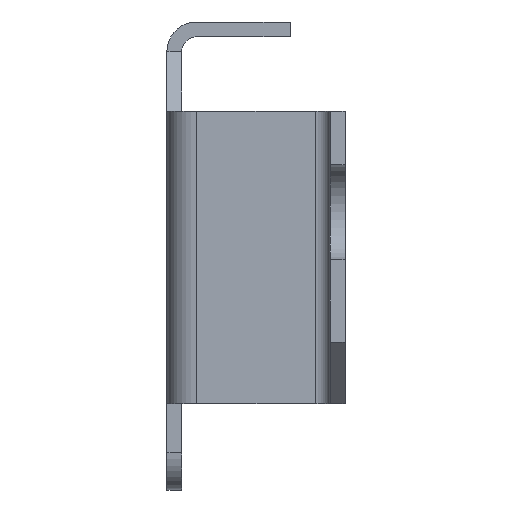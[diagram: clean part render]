
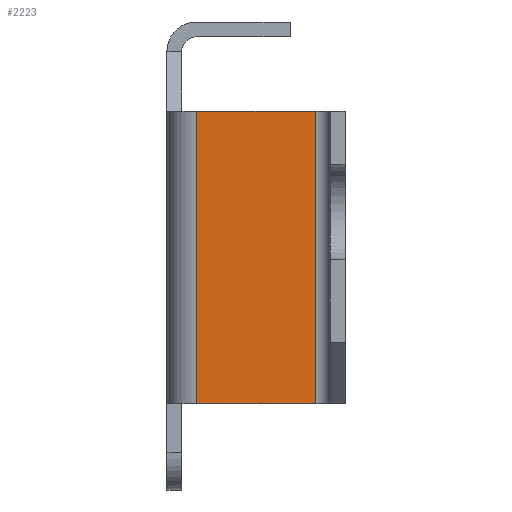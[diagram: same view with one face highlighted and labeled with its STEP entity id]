
A CAD part, left-side view. The second image highlights one B-rep face of the part: STEP entity #2223.
In plain terms, the highlighted planar face has unit normal (-1, 0, 0).
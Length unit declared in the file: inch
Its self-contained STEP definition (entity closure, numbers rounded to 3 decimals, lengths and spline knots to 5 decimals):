
#150 = CARTESIAN_POINT ( 'NONE',  ( -0.1575, -0.09, -0.237 ) ) ;
#176 = CARTESIAN_POINT ( 'NONE',  ( -0.1575, -0.01, -0.237 ) ) ;
#177 = LINE ( 'NONE', #176, #381 ) ;
#328 = CARTESIAN_POINT ( 'NONE',  ( -0.1575, -0.09, -0.04 ) ) ;
#329 = LINE ( 'NONE', #328, #400 ) ;
#352 = CARTESIAN_POINT ( 'NONE',  ( -0.1575, -0.09, -0.04 ) ) ;
#381 = VECTOR ( 'NONE', #708, 39.37008 ) ;
#399 = DIRECTION ( 'NONE',  ( 0., 0., -1. ) ) ;
#400 = VECTOR ( 'NONE', #399, 39.37008 ) ;
#571 = DIRECTION ( 'NONE',  ( 1., 0., 0. ) ) ;
#590 = CARTESIAN_POINT ( 'NONE',  ( -0.1575, 0., -0.04 ) ) ;
#596 = CARTESIAN_POINT ( 'NONE',  ( -0.1575, -0.01, -0.04 ) ) ;
#597 = DIRECTION ( 'NONE',  ( 0., -1., 0. ) ) ;
#598 = VECTOR ( 'NONE', #597, 39.37008 ) ;
#599 = CARTESIAN_POINT ( 'NONE',  ( -0.1575, -0.09, -0.04 ) ) ;
#600 = LINE ( 'NONE', #599, #598 ) ;
#601 = CARTESIAN_POINT ( 'NONE',  ( -0.1575, -0.01, -0.237 ) ) ;
#602 = DIRECTION ( 'NONE',  ( 0., 1., 0. ) ) ;
#603 = VECTOR ( 'NONE', #602, 39.37008 ) ;
#604 = CARTESIAN_POINT ( 'NONE',  ( -0.1575, -0.09, -0.237 ) ) ;
#605 = LINE ( 'NONE', #604, #603 ) ;
#616 = FACE_OUTER_BOUND ( 'NONE', #2224, .T. ) ;
#619 = PLANE ( 'NONE',  #642 ) ;
#642 = AXIS2_PLACEMENT_3D ( 'NONE', #590, #571, #645 ) ;
#645 = DIRECTION ( 'NONE',  ( 0., 1., 0. ) ) ;
#708 = DIRECTION ( 'NONE',  ( 0., 0., 1. ) ) ;
#2088 = VERTEX_POINT ( 'NONE', #150 ) ;
#2154 = VERTEX_POINT ( 'NONE', #352 ) ;
#2156 = EDGE_CURVE ( 'NONE', #2154, #2088, #329, .T. ) ;
#2223 = ADVANCED_FACE ( 'NONE', ( #616 ), #619, .F. ) ;
#2224 = EDGE_LOOP ( 'NONE', ( #2225, #2339, #2340, #2343 ) ) ;
#2225 = ORIENTED_EDGE ( 'NONE', *, *, #2337, .F. ) ;
#2337 = EDGE_CURVE ( 'NONE', #2088, #2338, #605, .T. ) ;
#2338 = VERTEX_POINT ( 'NONE', #601 ) ;
#2339 = ORIENTED_EDGE ( 'NONE', *, *, #2156, .F. ) ;
#2340 = ORIENTED_EDGE ( 'NONE', *, *, #2341, .F. ) ;
#2341 = EDGE_CURVE ( 'NONE', #2342, #2154, #600, .T. ) ;
#2342 = VERTEX_POINT ( 'NONE', #596 ) ;
#2343 = ORIENTED_EDGE ( 'NONE', *, *, #2344, .F. ) ;
#2344 = EDGE_CURVE ( 'NONE', #2338, #2342, #177, .T. ) ;
